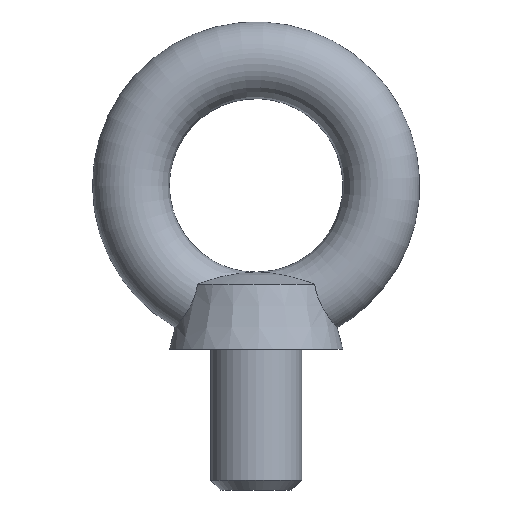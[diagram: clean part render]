
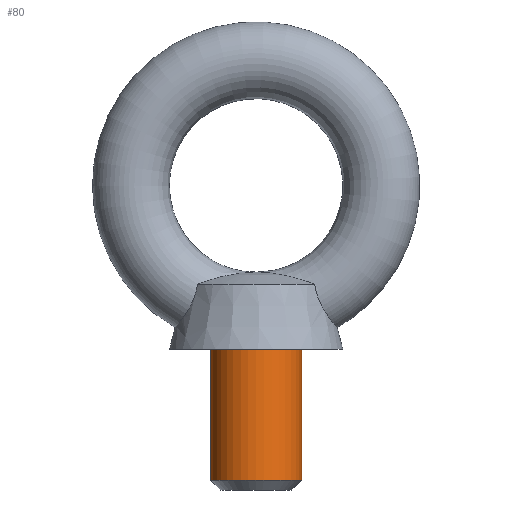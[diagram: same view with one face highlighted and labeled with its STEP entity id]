
A CAD part, front view. The second image highlights one B-rep face of the part: STEP entity #80.
In plain terms, the highlighted cylindrical face has radius 21 mm (diameter 42 mm), a full revolution.
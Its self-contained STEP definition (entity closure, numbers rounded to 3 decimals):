
#80 = ADVANCED_FACE( '', ( #98, #99 ), #100, .T. );
#98 = FACE_OUTER_BOUND( '', #119, .T. );
#99 = FACE_OUTER_BOUND( '', #120, .T. );
#100 = CYLINDRICAL_SURFACE( '', #121, 21. );
#119 = EDGE_LOOP( '', ( #159 ) );
#120 = EDGE_LOOP( '', ( #160 ) );
#121 = AXIS2_PLACEMENT_3D( '', #161, #162, #163 );
#159 = ORIENTED_EDGE( '', *, *, #181, .T. );
#160 = ORIENTED_EDGE( '', *, *, #185, .T. );
#161 = CARTESIAN_POINT( '', ( 0., 0., -140.5 ) );
#162 = DIRECTION( '', ( 0., 0., -1. ) );
#163 = DIRECTION( '', ( 1., 0., 0. ) );
#181 = EDGE_CURVE( '', #199, #199, #200, .T. );
#185 = EDGE_CURVE( '', #205, #205, #206, .T. );
#199 = VERTEX_POINT( '', #421 );
#200 = CIRCLE( '', #422, 21. );
#205 = VERTEX_POINT( '', #427 );
#206 = CIRCLE( '', #428, 21. );
#421 = CARTESIAN_POINT( '', ( 21., 0., -136. ) );
#422 = AXIS2_PLACEMENT_3D( '', #432, #433, #434 );
#427 = CARTESIAN_POINT( '', ( -21., 0., -75.5 ) );
#428 = AXIS2_PLACEMENT_3D( '', #444, #445, #446 );
#432 = CARTESIAN_POINT( '', ( 0., 0., -136. ) );
#433 = DIRECTION( '', ( 0., 0., 1. ) );
#434 = DIRECTION( '', ( 1., 0., 0. ) );
#444 = CARTESIAN_POINT( '', ( 0., 0., -75.5 ) );
#445 = DIRECTION( '', ( 0., 0., -1. ) );
#446 = DIRECTION( '', ( -1., 0., 0. ) );
